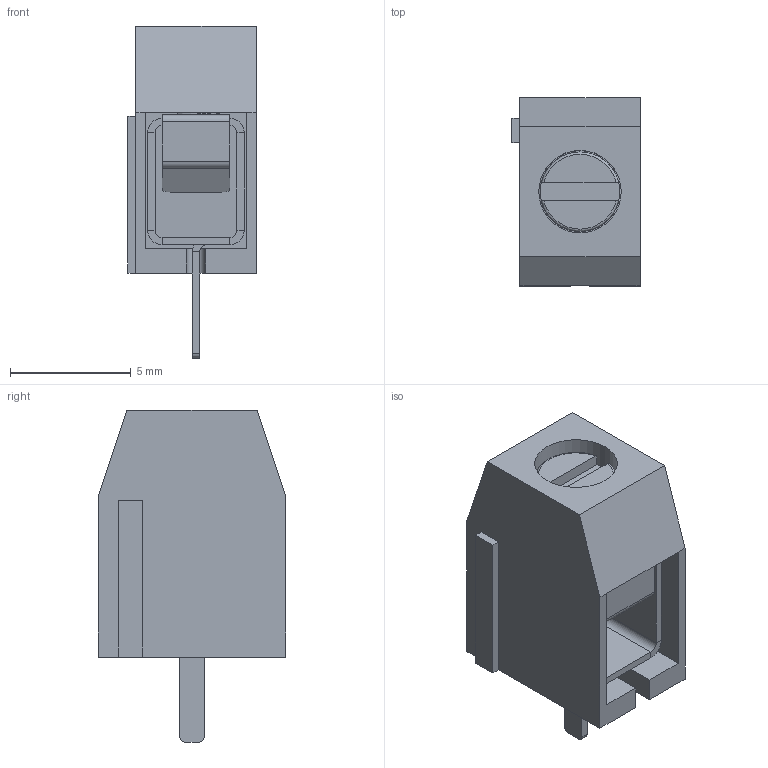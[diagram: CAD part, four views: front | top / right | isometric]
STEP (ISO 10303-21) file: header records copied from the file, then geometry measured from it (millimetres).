
FILE_DESCRIPTION(/* description */ (''),/* implementation_level */ '2;1');
FILE_NAME(/* name */ 'model.step',/* time_stamp */ '2023-09-28T07:12:15-07:00',/* author */ (''),/* organization */ (''),/* preprocessor_version */ 'ST-DEVELOPER v20',/* originating_system */ 'Autodesk Translation Framework v12.14.0.127',/* authorisation */ '');
FILE_SCHEMA (('AUTOMOTIVE_DESIGN { 1 0 10303 214 3 1 1 }'));
Length unit declared in the file: millimetre
Products named in the file (2): (Unsaved); 5mm_Pitch_Screw_Terminal
Assembly tree (1 placements, depth 2):
  (Unsaved)
    5mm_Pitch_Screw_Terminal
Bounding box: 5.33 x 7.8 x 13.78 mm (x, y, z)
Volume: 224.4 mm3; surface area: 844.8 mm2
Topology: 4 solids, 4 shells, 158 faces, 423 edges, 272 vertices
Faces by surface type: plane 86, cylinder 64, bspline 4, torus 3, cone 1
Full cylindrical faces by diameter (mm): 1.478 x9, 1.933 x6, 3.3 x1, 3.42 x1
Entity records: 10883 total; most frequent: CARTESIAN_POINT 6942, ORIENTED_EDGE 846, DIRECTION 759, EDGE_CURVE 423, VERTEX_POINT 272, AXIS2_PLACEMENT_3D 255, LINE 249, VECTOR 249
